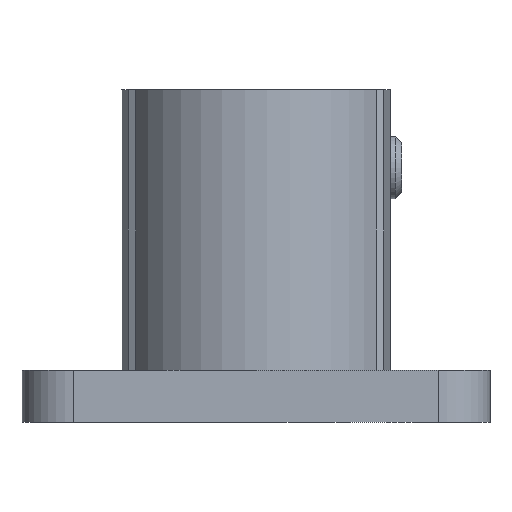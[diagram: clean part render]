
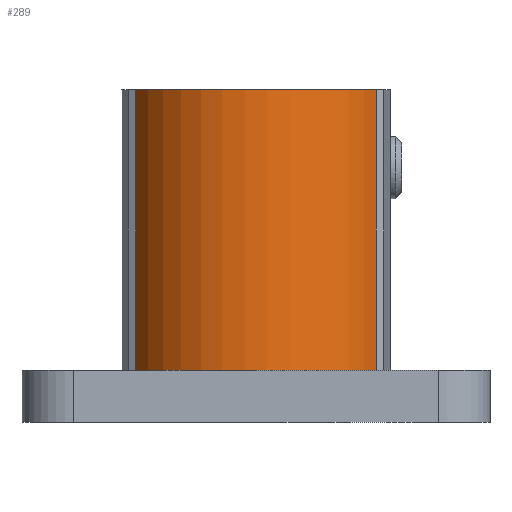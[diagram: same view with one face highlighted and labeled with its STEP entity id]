
A CAD part, left-side view. The second image highlights one B-rep face of the part: STEP entity #289.
In plain terms, the highlighted cylindrical face has radius 13 mm (diameter 26 mm), a partial arc.
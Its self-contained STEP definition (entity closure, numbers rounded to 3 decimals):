
#289 = ADVANCED_FACE( '', ( #606 ), #607, .T. );
#606 = FACE_OUTER_BOUND( '', #919, .T. );
#607 = CYLINDRICAL_SURFACE( '', #920, 13. );
#919 = EDGE_LOOP( '', ( #1712, #1713, #1714, #1715 ) );
#920 = AXIS2_PLACEMENT_3D( '', #1716, #1717, #1718 );
#1712 = ORIENTED_EDGE( '', *, *, #1921, .T. );
#1713 = ORIENTED_EDGE( '', *, *, #2002, .F. );
#1714 = ORIENTED_EDGE( '', *, *, #2024, .F. );
#1715 = ORIENTED_EDGE( '', *, *, #2047, .T. );
#1716 = CARTESIAN_POINT( '', ( 0., 0., 32. ) );
#1717 = DIRECTION( '', ( 0., 0., 1. ) );
#1718 = DIRECTION( '', ( -1., 0., 0. ) );
#1921 = EDGE_CURVE( '', #2353, #2351, #2354, .T. );
#2002 = EDGE_CURVE( '', #2462, #2351, #2464, .T. );
#2024 = EDGE_CURVE( '', #2487, #2462, #2489, .T. );
#2047 = EDGE_CURVE( '', #2487, #2353, #2512, .T. );
#2351 = VERTEX_POINT( '', #2931 );
#2353 = VERTEX_POINT( '', #2934 );
#2354 = CIRCLE( '', #2935, 13. );
#2462 = VERTEX_POINT( '', #3103 );
#2464 = LINE( '', #3106, #3107 );
#2487 = VERTEX_POINT( '', #3143 );
#2489 = CIRCLE( '', #3146, 13. );
#2512 = LINE( '', #3172, #3173 );
#2931 = CARTESIAN_POINT( '', ( -5.95, -11.558, 5. ) );
#2934 = CARTESIAN_POINT( '', ( -5.95, 11.558, 5. ) );
#2935 = AXIS2_PLACEMENT_3D( '', #3422, #3423, #3424 );
#3103 = CARTESIAN_POINT( '', ( -5.95, -11.558, 32. ) );
#3106 = CARTESIAN_POINT( '', ( -5.95, -11.558, 32. ) );
#3107 = VECTOR( '', #3498, 1000. );
#3143 = CARTESIAN_POINT( '', ( -5.95, 11.558, 32. ) );
#3146 = AXIS2_PLACEMENT_3D( '', #3513, #3514, #3515 );
#3172 = CARTESIAN_POINT( '', ( -5.95, 11.558, 32. ) );
#3173 = VECTOR( '', #3519, 1000. );
#3422 = CARTESIAN_POINT( '', ( 0., 0., 5. ) );
#3423 = DIRECTION( '', ( 0., 0., 1. ) );
#3424 = DIRECTION( '', ( 1., 0., 0. ) );
#3498 = DIRECTION( '', ( 0., 0., -1. ) );
#3513 = CARTESIAN_POINT( '', ( 0., 0., 32. ) );
#3514 = DIRECTION( '', ( 0., 0., 1. ) );
#3515 = DIRECTION( '', ( 1., 0., 0. ) );
#3519 = DIRECTION( '', ( 0., 0., -1. ) );
